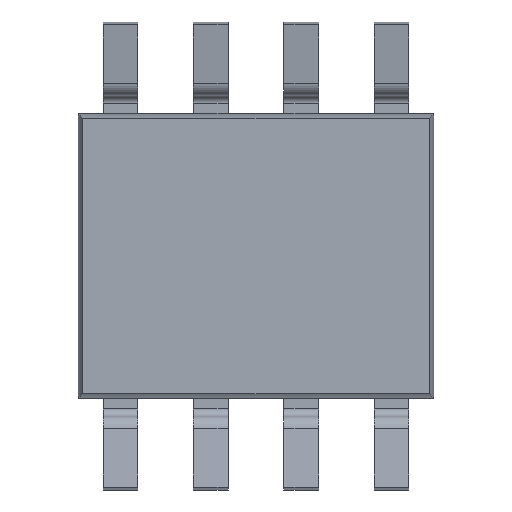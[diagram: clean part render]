
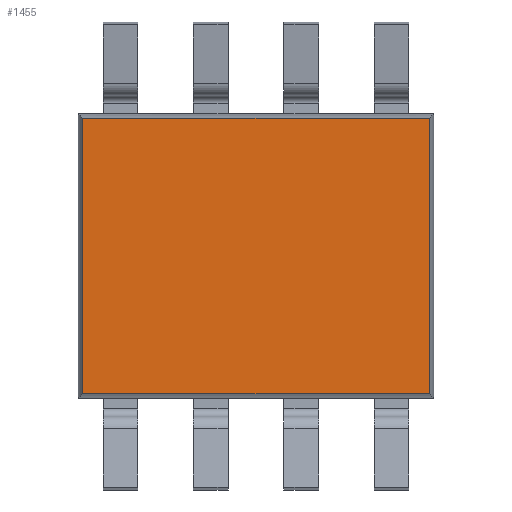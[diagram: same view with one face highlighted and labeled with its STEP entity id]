
A CAD part, front view. The second image highlights one B-rep face of the part: STEP entity #1455.
In plain terms, the highlighted planar face has unit normal (0, -1, 0).
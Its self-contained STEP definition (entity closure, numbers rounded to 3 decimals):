
#265 = VERTEX_POINT ( 'NONE', #8245 ) ;
#280 = CARTESIAN_POINT ( 'NONE',  ( 0., 0., 0. ) ) ;
#821 = EDGE_LOOP ( 'NONE', ( #2435, #5210, #7340, #7519 ) ) ;
#962 = PLANE ( 'NONE',  #3307 ) ;
#1062 = DIRECTION ( 'NONE',  ( -1., 0., 0. ) ) ;
#1066 = VERTEX_POINT ( 'NONE', #4850 ) ;
#1191 = VECTOR ( 'NONE', #2399, 1000. ) ;
#1218 = EDGE_CURVE ( 'NONE', #5205, #265, #4303, .T. ) ;
#1455 = ADVANCED_FACE ( 'NONE', ( #7961 ), #962, .F. ) ;
#1610 = DIRECTION ( 'NONE',  ( 0., 0., 1. ) ) ;
#1687 = VECTOR ( 'NONE', #1710, 1000. ) ;
#1710 = DIRECTION ( 'NONE',  ( 0., 0., -1. ) ) ;
#1965 = LINE ( 'NONE', #4594, #4653 ) ;
#2172 = DIRECTION ( 'NONE',  ( 0., 1., 0. ) ) ;
#2236 = CARTESIAN_POINT ( 'NONE',  ( 2.436, 0., 1.936 ) ) ;
#2399 = DIRECTION ( 'NONE',  ( 0., 0., -1. ) ) ;
#2428 = VERTEX_POINT ( 'NONE', #3119 ) ;
#2435 = ORIENTED_EDGE ( 'NONE', *, *, #1218, .F. ) ;
#2500 = EDGE_CURVE ( 'NONE', #2428, #1066, #6366, .T. ) ;
#3119 = CARTESIAN_POINT ( 'NONE',  ( -2.436, 0., 1.936 ) ) ;
#3307 = AXIS2_PLACEMENT_3D ( 'NONE', #280, #2172, #1610 ) ;
#3703 = CARTESIAN_POINT ( 'NONE',  ( -2.436, 0., 59.45 ) ) ;
#3792 = EDGE_CURVE ( 'NONE', #1066, #265, #1965, .T. ) ;
#3998 = DIRECTION ( 'NONE',  ( 1., 0., 0. ) ) ;
#4260 = LINE ( 'NONE', #4302, #6854 ) ;
#4302 = CARTESIAN_POINT ( 'NONE',  ( 58.95, 0., 1.936 ) ) ;
#4303 = LINE ( 'NONE', #7512, #1687 ) ;
#4594 = CARTESIAN_POINT ( 'NONE',  ( 58.95, 0., -1.936 ) ) ;
#4653 = VECTOR ( 'NONE', #3998, 1000. ) ;
#4850 = CARTESIAN_POINT ( 'NONE',  ( -2.436, 0., -1.936 ) ) ;
#5205 = VERTEX_POINT ( 'NONE', #2236 ) ;
#5210 = ORIENTED_EDGE ( 'NONE', *, *, #6878, .T. ) ;
#6366 = LINE ( 'NONE', #3703, #1191 ) ;
#6854 = VECTOR ( 'NONE', #1062, 1000. ) ;
#6878 = EDGE_CURVE ( 'NONE', #5205, #2428, #4260, .T. ) ;
#7340 = ORIENTED_EDGE ( 'NONE', *, *, #2500, .T. ) ;
#7512 = CARTESIAN_POINT ( 'NONE',  ( 2.436, 0., 59.45 ) ) ;
#7519 = ORIENTED_EDGE ( 'NONE', *, *, #3792, .T. ) ;
#7961 = FACE_OUTER_BOUND ( 'NONE', #821, .T. ) ;
#8245 = CARTESIAN_POINT ( 'NONE',  ( 2.436, 0., -1.936 ) ) ;
